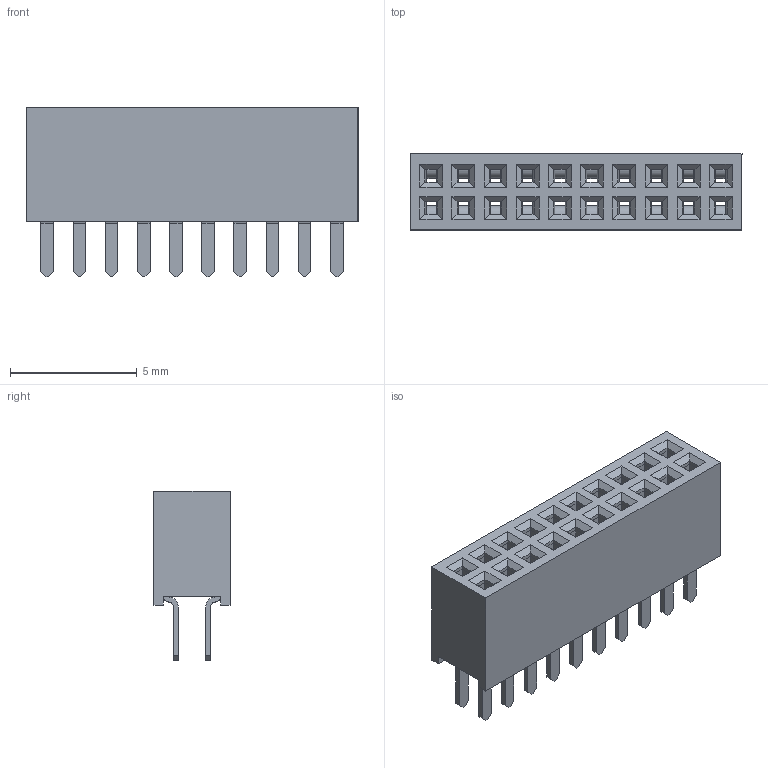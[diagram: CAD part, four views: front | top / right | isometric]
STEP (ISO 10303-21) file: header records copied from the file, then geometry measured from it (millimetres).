
FILE_DESCRIPTION(/* description */ ('Unknown'),/* implementation_level */ '2;1');
FILE_NAME(/* name */ 'J_Wurth_WR-PHD_62202021821',/* time_stamp */ '2025-04-30T09:42:50+08:00',/* author */ ('Unknown'),/* organization */ ('Unknown'),/* preprocessor_version */ 'ST-DEVELOPER v19.4',/* originating_system */ 'Solid Edge',/* authorisation */ 'Unknown');
FILE_SCHEMA (('AUTOMOTIVE_DESIGN {1 0 10303 214 3 1 1}'));
Length unit declared in the file: millimetre
Products named in the file (2): J_Wurth_WR-PHD_62202021821
Assembly tree (1 placements, depth 2):
  J_Wurth_WR-PHD_62202021821
    J_Wurth_WR-PHD_62202021821
Bounding box: 13.1 x 3 x 6.7 mm (x, y, z)
Volume: 120.4 mm3; surface area: 953.4 mm2
Topology: 21 solids, 21 shells, 1770 faces, 4744 edges, 3016 vertices
Faces by surface type: plane 1170, cylinder 600
Entity records: 55038 total; most frequent: CARTESIAN_POINT 10252, ORIENTED_EDGE 9488, DIRECTION 9128, EDGE_CURVE 4744, LINE 3424, VECTOR 3424, VERTEX_POINT 3016, AXIS2_PLACEMENT_3D 2852
